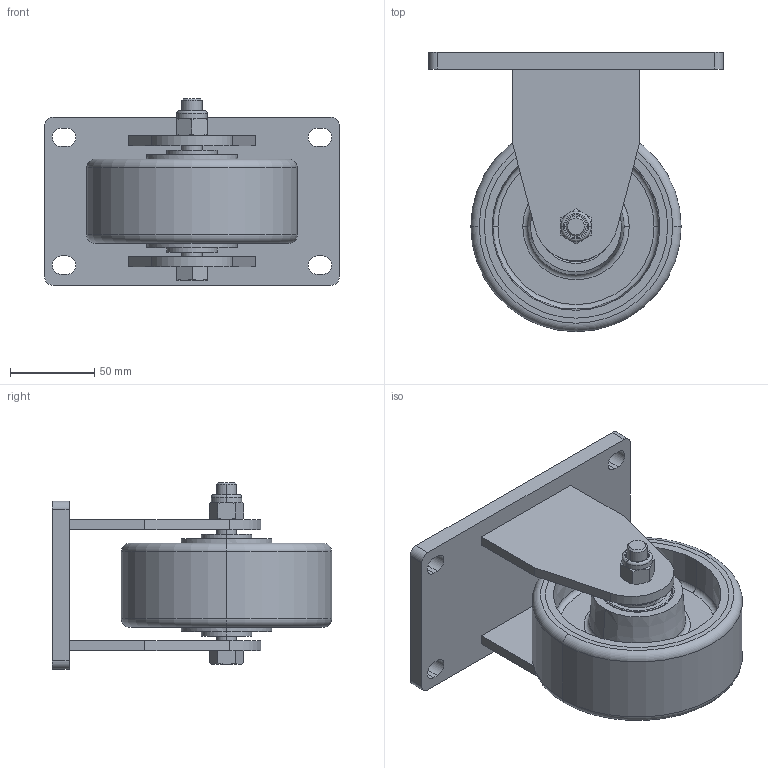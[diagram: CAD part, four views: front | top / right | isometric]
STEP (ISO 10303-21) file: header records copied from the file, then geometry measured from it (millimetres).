
FILE_DESCRIPTION (( 'STEP AP203' ), '1' );
FILE_NAME ('R5211.STEP', '2020-02-24T08:20:27', ( '' ), ( '' ), 'SwSTEP 2.0', 'SolidWorks 2013', '' );
FILE_SCHEMA (( 'CONFIG_CONTROL_DESIGN' ));
Length unit declared in the file: millimetre
Products named in the file (1): R5211
Bounding box: 175 x 166 x 111 mm (x, y, z)
Volume: 631647.9 mm3; surface area: 200784.1 mm2
Topology: 12 solids, 12 shells, 220 faces, 474 edges, 290 vertices
Faces by surface type: cylinder 74, plane 70, torus 42, cone 34
Entity records: 6247 total; most frequent: CARTESIAN_POINT 1193, DIRECTION 1144, ORIENTED_EDGE 948, AXIS2_PLACEMENT_3D 485, EDGE_CURVE 474, VERTEX_POINT 290, CIRCLE 264, EDGE_LOOP 260
